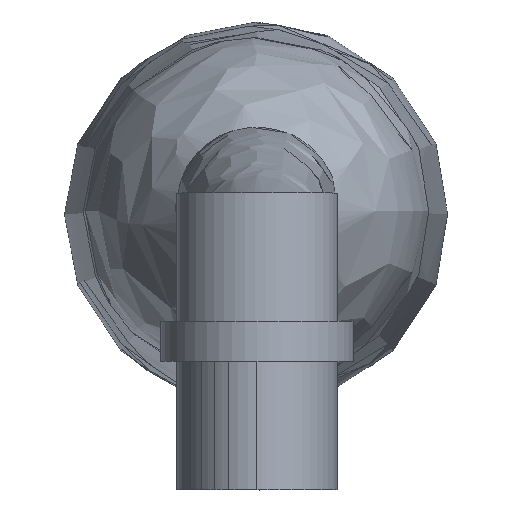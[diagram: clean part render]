
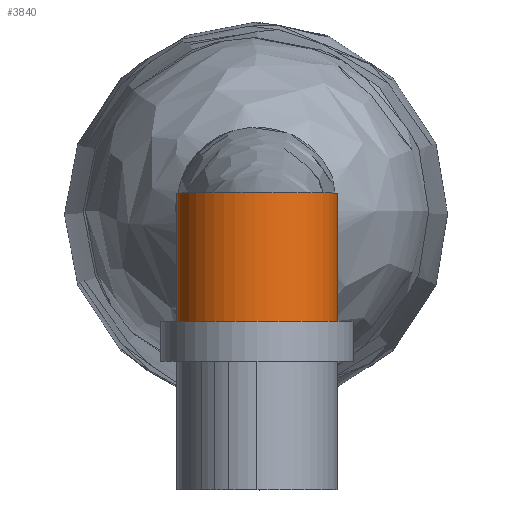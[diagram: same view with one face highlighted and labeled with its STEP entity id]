
A CAD part, top view. The second image highlights one B-rep face of the part: STEP entity #3840.
In plain terms, the highlighted free-form (B-spline) face has degree [2, 1] with [9, 2] control points.
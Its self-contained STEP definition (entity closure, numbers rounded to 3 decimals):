
#3290 = CARTESIAN_POINT ('', (5., -7., 70.));
#3300 = VERTEX_POINT ('', #3290);
#3310 = CARTESIAN_POINT ('', (5., 1., 70.));
#3320 = VERTEX_POINT ('', #3310);
#3330 = CARTESIAN_POINT ('', (5., -7., 70.));
#3340 = CARTESIAN_POINT ('', (5., 1., 70.));
#3350 = B_SPLINE_CURVE_WITH_KNOTS ('', 1, (#3330, #3340), .UNSPECIFIED., .F., .U., (2, 2), (0., 1.), .UNSPECIFIED.);
#3360 = EDGE_CURVE ('', #3300, #3320, #3350, .T.);
#3370 = ORIENTED_EDGE ('', *, *, #3360, .F.);
#3380 = CARTESIAN_POINT ('', (5., -7., 70.));
#3390 = CARTESIAN_POINT ('', (5., -7., 65.));
#3400 = CARTESIAN_POINT ('', (0., -7., 65.));
#3410 = CARTESIAN_POINT ('', (-5., -7., 65.));
#3420 = CARTESIAN_POINT ('', (-5., -7., 70.));
#3430 = CARTESIAN_POINT ('', (-5., -7., 75.));
#3440 = CARTESIAN_POINT ('', (0., -7., 75.));
#3450 = CARTESIAN_POINT ('', (5., -7., 75.));
#3460 = CARTESIAN_POINT ('', (5., -7., 70.));
#3470 = (
   BOUNDED_CURVE ()
   B_SPLINE_CURVE (2, (#3380, #3390, #3400, #3410, #3420, #3430, #3440, #3450, #3460), .UNSPECIFIED., .T., .U.)
   B_SPLINE_CURVE_WITH_KNOTS ((3, 2, 2, 2, 3), (0., 1.571, 3.142, 4.712, 6.283), .UNSPECIFIED.)
   CURVE ()
   GEOMETRIC_REPRESENTATION_ITEM ()
   RATIONAL_B_SPLINE_CURVE ((1., 0.707, 1., 0.707, 1., 0.707, 1., 0.707, 1.))
   REPRESENTATION_ITEM ('')
);
#3480 = EDGE_CURVE ('', #3300, #3300, #3470, .T.);
#3490 = ORIENTED_EDGE ('', *, *, #3480, .T.);
#3500 = ORIENTED_EDGE ('', *, *, #3360, .T.);
#3510 = CARTESIAN_POINT ('', (5., 1., 70.));
#3520 = CARTESIAN_POINT ('', (5., 1., 65.));
#3530 = CARTESIAN_POINT ('', (0., 1., 65.));
#3540 = CARTESIAN_POINT ('', (-5., 1., 65.));
#3550 = CARTESIAN_POINT ('', (-5., 1., 70.));
#3560 = CARTESIAN_POINT ('', (-5., 1., 75.));
#3570 = CARTESIAN_POINT ('', (0., 1., 75.));
#3580 = CARTESIAN_POINT ('', (5., 1., 75.));
#3590 = CARTESIAN_POINT ('', (5., 1., 70.));
#3600 = (
   BOUNDED_CURVE ()
   B_SPLINE_CURVE (2, (#3510, #3520, #3530, #3540, #3550, #3560, #3570, #3580, #3590), .UNSPECIFIED., .T., .U.)
   B_SPLINE_CURVE_WITH_KNOTS ((3, 2, 2, 2, 3), (0., 1.571, 3.142, 4.712, 6.283), .UNSPECIFIED.)
   CURVE ()
   GEOMETRIC_REPRESENTATION_ITEM ()
   RATIONAL_B_SPLINE_CURVE ((1., 0.707, 1., 0.707, 1., 0.707, 1., 0.707, 1.))
   REPRESENTATION_ITEM ('')
);
#3610 = EDGE_CURVE ('', #3320, #3320, #3600, .T.);
#3620 = ORIENTED_EDGE ('', *, *, #3610, .F.);
#3630 = EDGE_LOOP ('', (#3370, #3490, #3500, #3620));
#3640 = FACE_OUTER_BOUND ('', #3630, .T.);
#3650 = CARTESIAN_POINT ('', (5., -7., 70.));
#3660 = CARTESIAN_POINT ('', (5., 1., 70.));
#3670 = CARTESIAN_POINT ('', (5., -7., 65.));
#3680 = CARTESIAN_POINT ('', (5., 1., 65.));
#3690 = CARTESIAN_POINT ('', (0., -7., 65.));
#3700 = CARTESIAN_POINT ('', (0., 1., 65.));
#3710 = CARTESIAN_POINT ('', (-5., -7., 65.));
#3720 = CARTESIAN_POINT ('', (-5., 1., 65.));
#3730 = CARTESIAN_POINT ('', (-5., -7., 70.));
#3740 = CARTESIAN_POINT ('', (-5., 1., 70.));
#3750 = CARTESIAN_POINT ('', (-5., -7., 75.));
#3760 = CARTESIAN_POINT ('', (-5., 1., 75.));
#3770 = CARTESIAN_POINT ('', (0., -7., 75.));
#3780 = CARTESIAN_POINT ('', (0., 1., 75.));
#3790 = CARTESIAN_POINT ('', (5., -7., 75.));
#3800 = CARTESIAN_POINT ('', (5., 1., 75.));
#3810 = CARTESIAN_POINT ('', (5., -7., 70.));
#3820 = CARTESIAN_POINT ('', (5., 1., 70.));
#3830 = (
   BOUNDED_SURFACE ()
   B_SPLINE_SURFACE (2, 1, ((#3650, #3660), (#3670, #3680), (#3690, #3700), (#3710, #3720), (#3730, #3740), (#3750, #3760), (#3770, #3780), (#3790, #3800), (#3810, #3820)), .UNSPECIFIED., .T., .F., .U.)
   B_SPLINE_SURFACE_WITH_KNOTS ((3, 2, 2, 2, 3), (2, 2), (0., 0.25, 0.5, 0.75, 1.), (0., 1.), .UNSPECIFIED.)
   SURFACE ()
   GEOMETRIC_REPRESENTATION_ITEM ()
   RATIONAL_B_SPLINE_SURFACE (((1., 1.), (0.707, 0.707), (1., 1.), (0.707, 0.707), (1., 1.), (0.707, 0.707), (1., 1.), (0.707, 0.707), (1., 1.)))
   REPRESENTATION_ITEM ('')
);
#3840 = ADVANCED_FACE ('', (#3640), #3830, .T.);
